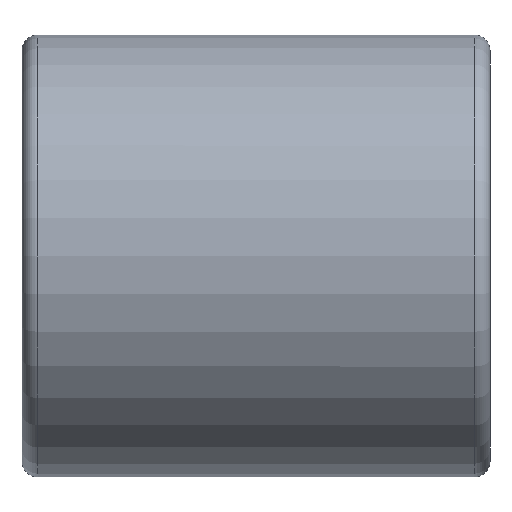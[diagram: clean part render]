
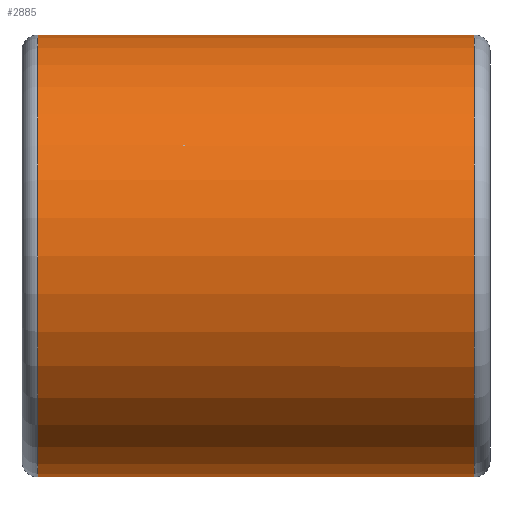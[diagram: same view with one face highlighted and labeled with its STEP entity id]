
A CAD part, front view. The second image highlights one B-rep face of the part: STEP entity #2885.
In plain terms, the highlighted cylindrical face has radius 42.5 mm (diameter 85 mm), a partial arc.
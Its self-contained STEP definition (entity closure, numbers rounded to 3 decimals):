
#178 = EDGE_CURVE ( 'NONE', #2770, #3284, #1216, .T. ) ;
#438 = DIRECTION ( 'NONE',  ( -1., 0., 0. ) ) ;
#449 = ORIENTED_EDGE ( 'NONE', *, *, #1362, .F. ) ;
#468 = CARTESIAN_POINT ( 'NONE',  ( 87., 0., -42.5 ) ) ;
#625 = DIRECTION ( 'NONE',  ( 1., 0., 0. ) ) ;
#664 = EDGE_LOOP ( 'NONE', ( #449, #2124, #2623, #2584 ) ) ;
#719 = CARTESIAN_POINT ( 'NONE',  ( 87., 0., 0. ) ) ;
#765 = AXIS2_PLACEMENT_3D ( 'NONE', #2154, #625, #2425 ) ;
#933 = CYLINDRICAL_SURFACE ( 'NONE', #3274, 42.5 ) ;
#968 = LINE ( 'NONE', #2137, #2914 ) ;
#1009 = VERTEX_POINT ( 'NONE', #1849 ) ;
#1137 = EDGE_CURVE ( 'NONE', #1009, #2473, #2405, .T. ) ;
#1192 = EDGE_CURVE ( 'NONE', #3284, #1009, #968, .T. ) ;
#1216 = CIRCLE ( 'NONE', #2190, 42.5 ) ;
#1230 = VECTOR ( 'NONE', #438, 1000. ) ;
#1236 = DIRECTION ( 'NONE',  ( -1., 0., 0. ) ) ;
#1238 = CARTESIAN_POINT ( 'NONE',  ( 3., 0., -42.5 ) ) ;
#1251 = DIRECTION ( 'NONE',  ( 0., 0., 1. ) ) ;
#1362 = EDGE_CURVE ( 'NONE', #2770, #2473, #1901, .T. ) ;
#1444 = CARTESIAN_POINT ( 'NONE',  ( 0., 0., -42.5 ) ) ;
#1849 = CARTESIAN_POINT ( 'NONE',  ( 3., 0., 42.5 ) ) ;
#1901 = LINE ( 'NONE', #1444, #1230 ) ;
#1913 = DIRECTION ( 'NONE',  ( -1., 0., 0. ) ) ;
#1914 = CARTESIAN_POINT ( 'NONE',  ( 87., 0., 42.5 ) ) ;
#2124 = ORIENTED_EDGE ( 'NONE', *, *, #178, .T. ) ;
#2137 = CARTESIAN_POINT ( 'NONE',  ( 0., 0., 42.5 ) ) ;
#2154 = CARTESIAN_POINT ( 'NONE',  ( 3., 0., 0. ) ) ;
#2190 = AXIS2_PLACEMENT_3D ( 'NONE', #719, #1236, #2798 ) ;
#2286 = CARTESIAN_POINT ( 'NONE',  ( 0., 0., 0. ) ) ;
#2405 = CIRCLE ( 'NONE', #765, 42.5 ) ;
#2425 = DIRECTION ( 'NONE',  ( 0., 0., -1. ) ) ;
#2473 = VERTEX_POINT ( 'NONE', #1238 ) ;
#2584 = ORIENTED_EDGE ( 'NONE', *, *, #1137, .T. ) ;
#2623 = ORIENTED_EDGE ( 'NONE', *, *, #1192, .T. ) ;
#2770 = VERTEX_POINT ( 'NONE', #468 ) ;
#2786 = DIRECTION ( 'NONE',  ( -1., 0., 0. ) ) ;
#2798 = DIRECTION ( 'NONE',  ( 0., 0., 1. ) ) ;
#2885 = ADVANCED_FACE ( 'NONE', ( #2960 ), #933, .T. ) ;
#2914 = VECTOR ( 'NONE', #1913, 1000. ) ;
#2960 = FACE_OUTER_BOUND ( 'NONE', #664, .T. ) ;
#3274 = AXIS2_PLACEMENT_3D ( 'NONE', #2286, #2786, #1251 ) ;
#3284 = VERTEX_POINT ( 'NONE', #1914 ) ;
